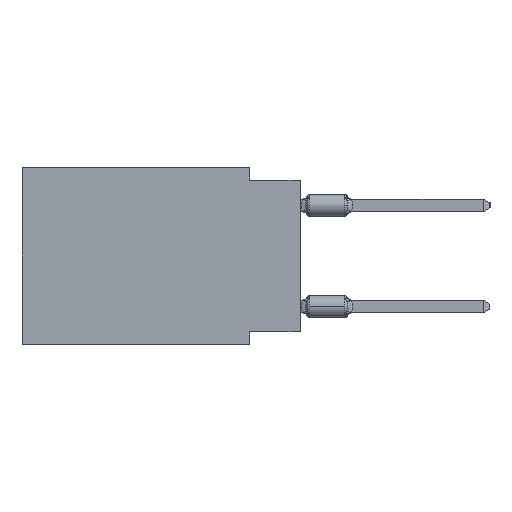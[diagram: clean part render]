
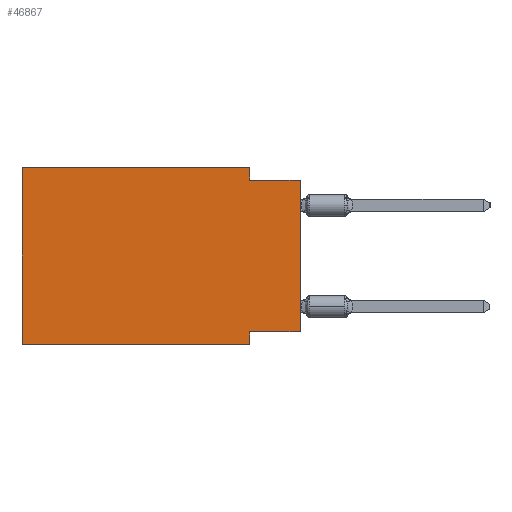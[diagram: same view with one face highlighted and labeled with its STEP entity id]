
A CAD part, left-side view. The second image highlights one B-rep face of the part: STEP entity #46867.
In plain terms, the highlighted planar face has unit normal (-1, 0, 0).
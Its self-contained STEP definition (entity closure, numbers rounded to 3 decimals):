
#469 = AXIS2_PLACEMENT_3D ( 'NONE', #39665, #17257, #30522 ) ;
#2156 = VECTOR ( 'NONE', #47249, 1000. ) ;
#2331 = CARTESIAN_POINT ( 'NONE',  ( 0., 13.97, -8.89 ) ) ;
#3691 = FACE_OUTER_BOUND ( 'NONE', #29939, .T. ) ;
#4069 = VERTEX_POINT ( 'NONE', #19446 ) ;
#8436 = EDGE_CURVE ( 'NONE', #4069, #10998, #32648, .T. ) ;
#9868 = LINE ( 'NONE', #51126, #45754 ) ;
#10917 = CARTESIAN_POINT ( 'NONE',  ( 0., 0., -0.635 ) ) ;
#10998 = VERTEX_POINT ( 'NONE', #37739 ) ;
#11595 = VECTOR ( 'NONE', #28061, 1000. ) ;
#13308 = ORIENTED_EDGE ( 'NONE', *, *, #45826, .F. ) ;
#17188 = CARTESIAN_POINT ( 'NONE',  ( 0., 2.54, -8.89 ) ) ;
#17257 = DIRECTION ( 'NONE',  ( 1., 0., 0. ) ) ;
#18035 = CARTESIAN_POINT ( 'NONE',  ( 0., 0., -8.255 ) ) ;
#19183 = DIRECTION ( 'NONE',  ( 0., -1., 0. ) ) ;
#19446 = CARTESIAN_POINT ( 'NONE',  ( 0., 13.97, 0. ) ) ;
#20444 = VERTEX_POINT ( 'NONE', #17188 ) ;
#20710 = LINE ( 'NONE', #38416, #2156 ) ;
#22047 = LINE ( 'NONE', #40033, #39304 ) ;
#22268 = CARTESIAN_POINT ( 'NONE',  ( 0., 13.97, -8.89 ) ) ;
#22763 = CARTESIAN_POINT ( 'NONE',  ( 0., 0., 0. ) ) ;
#23080 = EDGE_CURVE ( 'NONE', #41104, #36114, #27769, .T. ) ;
#23488 = CARTESIAN_POINT ( 'NONE',  ( 0., 13.97, 0. ) ) ;
#24199 = LINE ( 'NONE', #10917, #51946 ) ;
#24835 = VECTOR ( 'NONE', #41478, 1000. ) ;
#27228 = ORIENTED_EDGE ( 'NONE', *, *, #47415, .F. ) ;
#27365 = LINE ( 'NONE', #41793, #41227 ) ;
#27769 = LINE ( 'NONE', #22763, #11595 ) ;
#28061 = DIRECTION ( 'NONE',  ( 0., 0., 1. ) ) ;
#28134 = CARTESIAN_POINT ( 'NONE',  ( 0., 2.54, -8.255 ) ) ;
#29939 = EDGE_LOOP ( 'NONE', ( #31153, #13308, #58033, #36737, #27228, #48908, #48161, #30678 ) ) ;
#30522 = DIRECTION ( 'NONE',  ( 0., 0., -1. ) ) ;
#30661 = EDGE_CURVE ( 'NONE', #56294, #20444, #57970, .T. ) ;
#30678 = ORIENTED_EDGE ( 'NONE', *, *, #54403, .F. ) ;
#31098 = PLANE ( 'NONE',  #469 ) ;
#31153 = ORIENTED_EDGE ( 'NONE', *, *, #23080, .T. ) ;
#32648 = LINE ( 'NONE', #23488, #24835 ) ;
#34537 = CARTESIAN_POINT ( 'NONE',  ( 0., 2.54, -0.635 ) ) ;
#35351 = EDGE_CURVE ( 'NONE', #10998, #57011, #20710, .T. ) ;
#36114 = VERTEX_POINT ( 'NONE', #38779 ) ;
#36737 = ORIENTED_EDGE ( 'NONE', *, *, #8436, .F. ) ;
#37693 = VECTOR ( 'NONE', #48826, 1000. ) ;
#37739 = CARTESIAN_POINT ( 'NONE',  ( 0., 2.54, 0. ) ) ;
#38416 = CARTESIAN_POINT ( 'NONE',  ( 0., 2.54, 0. ) ) ;
#38773 = EDGE_CURVE ( 'NONE', #47372, #20444, #22047, .T. ) ;
#38779 = CARTESIAN_POINT ( 'NONE',  ( 0., 0., -0.635 ) ) ;
#39304 = VECTOR ( 'NONE', #52718, 1000. ) ;
#39665 = CARTESIAN_POINT ( 'NONE',  ( 0., 13.97, 0. ) ) ;
#40033 = CARTESIAN_POINT ( 'NONE',  ( 0., 2.54, -8.89 ) ) ;
#40631 = DIRECTION ( 'NONE',  ( 0., 1., 0. ) ) ;
#41104 = VERTEX_POINT ( 'NONE', #18035 ) ;
#41227 = VECTOR ( 'NONE', #40631, 1000. ) ;
#41478 = DIRECTION ( 'NONE',  ( 0., -1., 0. ) ) ;
#41793 = CARTESIAN_POINT ( 'NONE',  ( 0., 0., -8.255 ) ) ;
#42285 = DIRECTION ( 'NONE',  ( 0., 0., 1. ) ) ;
#45754 = VECTOR ( 'NONE', #42285, 1000. ) ;
#45826 = EDGE_CURVE ( 'NONE', #57011, #36114, #24199, .T. ) ;
#46867 = ADVANCED_FACE ( 'NONE', ( #3691 ), #31098, .F. ) ;
#47249 = DIRECTION ( 'NONE',  ( 0., 0., -1. ) ) ;
#47372 = VERTEX_POINT ( 'NONE', #28134 ) ;
#47415 = EDGE_CURVE ( 'NONE', #56294, #4069, #9868, .T. ) ;
#48161 = ORIENTED_EDGE ( 'NONE', *, *, #38773, .F. ) ;
#48826 = DIRECTION ( 'NONE',  ( 0., -1., 0. ) ) ;
#48908 = ORIENTED_EDGE ( 'NONE', *, *, #30661, .T. ) ;
#51126 = CARTESIAN_POINT ( 'NONE',  ( 0., 13.97, 0. ) ) ;
#51946 = VECTOR ( 'NONE', #19183, 1000. ) ;
#52718 = DIRECTION ( 'NONE',  ( 0., 0., -1. ) ) ;
#54403 = EDGE_CURVE ( 'NONE', #41104, #47372, #27365, .T. ) ;
#56294 = VERTEX_POINT ( 'NONE', #2331 ) ;
#57011 = VERTEX_POINT ( 'NONE', #34537 ) ;
#57970 = LINE ( 'NONE', #22268, #37693 ) ;
#58033 = ORIENTED_EDGE ( 'NONE', *, *, #35351, .F. ) ;
